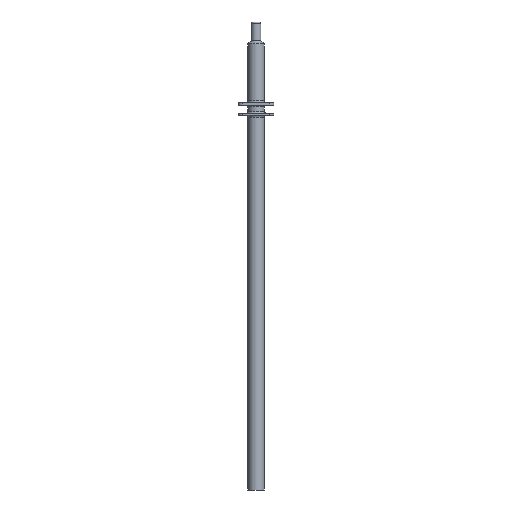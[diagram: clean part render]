
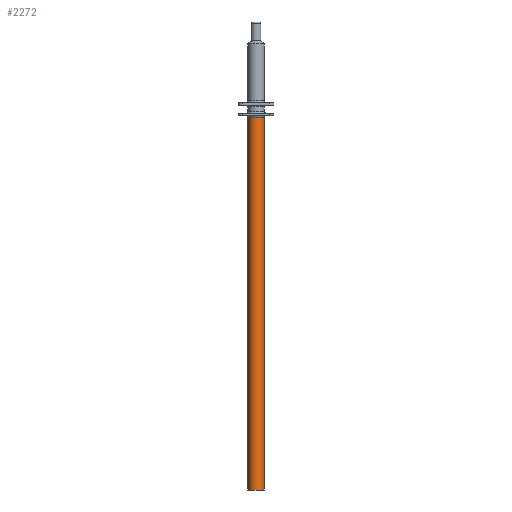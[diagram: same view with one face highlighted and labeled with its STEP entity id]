
A CAD part, front view. The second image highlights one B-rep face of the part: STEP entity #2272.
In plain terms, the highlighted cylindrical face has radius 10 mm (diameter 20 mm), a partial arc.
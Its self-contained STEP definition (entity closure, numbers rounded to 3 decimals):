
#13 = FACE_OUTER_BOUND ( 'NONE', #1175, .T. ) ;
#62 = VERTEX_POINT ( 'NONE', #1283 ) ;
#87 = DIRECTION ( 'NONE',  ( -1., 0., 0. ) ) ;
#103 = AXIS2_PLACEMENT_3D ( 'NONE', #1935, #792, #87 ) ;
#161 = CARTESIAN_POINT ( 'NONE',  ( 10., 40.238, -473. ) ) ;
#206 = CARTESIAN_POINT ( 'NONE',  ( 10., 40.238, -15. ) ) ;
#253 = DIRECTION ( 'NONE',  ( -1., 0., 0. ) ) ;
#270 = DIRECTION ( 'NONE',  ( 0., 0., -1. ) ) ;
#296 = CIRCLE ( 'NONE', #103, 10. ) ;
#388 = DIRECTION ( 'NONE',  ( 0., 0., -1. ) ) ;
#433 = EDGE_CURVE ( 'NONE', #484, #509, #459, .T. ) ;
#458 = AXIS2_PLACEMENT_3D ( 'NONE', #2205, #536, #253 ) ;
#459 = LINE ( 'NONE', #1476, #1010 ) ;
#478 = ORIENTED_EDGE ( 'NONE', *, *, #909, .T. ) ;
#484 = VERTEX_POINT ( 'NONE', #206 ) ;
#498 = VECTOR ( 'NONE', #1136, 1000. ) ;
#509 = VERTEX_POINT ( 'NONE', #161 ) ;
#536 = DIRECTION ( 'NONE',  ( 0., 0., -1. ) ) ;
#553 = CARTESIAN_POINT ( 'NONE',  ( -10., 40.238, -15. ) ) ;
#561 = LINE ( 'NONE', #2056, #498 ) ;
#570 = ORIENTED_EDGE ( 'NONE', *, *, #1421, .F. ) ;
#792 = DIRECTION ( 'NONE',  ( 0., 0., -1. ) ) ;
#909 = EDGE_CURVE ( 'NONE', #2226, #62, #561, .T. ) ;
#916 = ORIENTED_EDGE ( 'NONE', *, *, #433, .F. ) ;
#1010 = VECTOR ( 'NONE', #388, 1000. ) ;
#1052 = AXIS2_PLACEMENT_3D ( 'NONE', #1954, #270, #1722 ) ;
#1081 = EDGE_CURVE ( 'NONE', #484, #2226, #2062, .T. ) ;
#1136 = DIRECTION ( 'NONE',  ( 0., 0., -1. ) ) ;
#1175 = EDGE_LOOP ( 'NONE', ( #916, #1216, #478, #570 ) ) ;
#1216 = ORIENTED_EDGE ( 'NONE', *, *, #1081, .T. ) ;
#1275 = CYLINDRICAL_SURFACE ( 'NONE', #458, 10. ) ;
#1283 = CARTESIAN_POINT ( 'NONE',  ( -10., 40.238, -473. ) ) ;
#1421 = EDGE_CURVE ( 'NONE', #509, #62, #296, .T. ) ;
#1476 = CARTESIAN_POINT ( 'NONE',  ( 10., 40.238, 77. ) ) ;
#1722 = DIRECTION ( 'NONE',  ( -1., 0., 0. ) ) ;
#1935 = CARTESIAN_POINT ( 'NONE',  ( 0., 40.238, -473. ) ) ;
#1954 = CARTESIAN_POINT ( 'NONE',  ( 0., 40.238, -15. ) ) ;
#2056 = CARTESIAN_POINT ( 'NONE',  ( -10., 40.238, 77. ) ) ;
#2062 = CIRCLE ( 'NONE', #1052, 10. ) ;
#2205 = CARTESIAN_POINT ( 'NONE',  ( 0., 40.238, 77. ) ) ;
#2226 = VERTEX_POINT ( 'NONE', #553 ) ;
#2272 = ADVANCED_FACE ( 'NONE', ( #13 ), #1275, .T. ) ;
